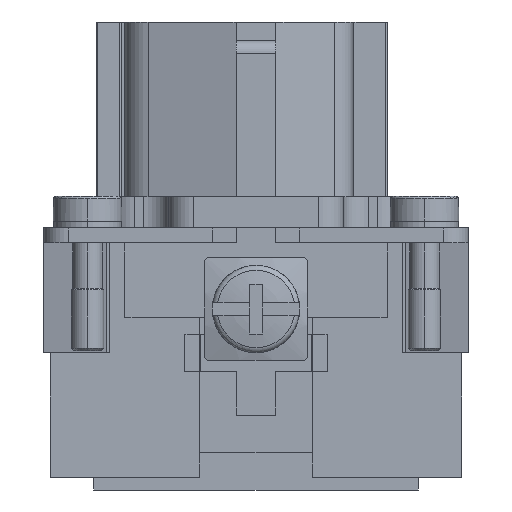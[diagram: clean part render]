
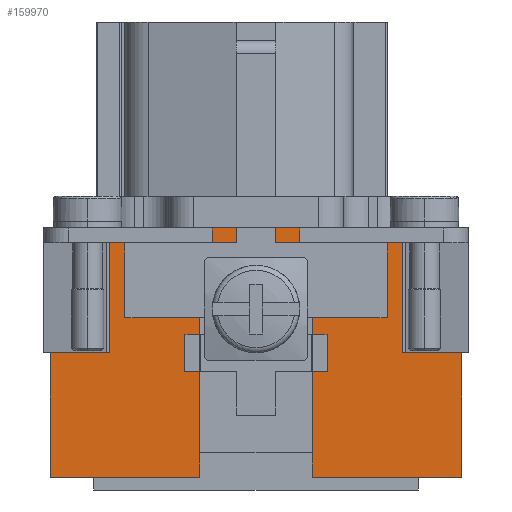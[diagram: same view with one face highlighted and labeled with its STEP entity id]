
A CAD part, left-side view. The second image highlights one B-rep face of the part: STEP entity #159970.
In plain terms, the highlighted planar face has unit normal (-1, 0, 0).
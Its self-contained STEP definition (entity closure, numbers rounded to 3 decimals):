
#86350=CARTESIAN_POINT('',(-14.75,16.5,-20.));
#86360=VERTEX_POINT('',#86350);
#86390=CARTESIAN_POINT('',(-14.75,16.5,-20.));
#86400=DIRECTION('',(0.,-1.,0.));
#86410=VECTOR('',#86400,12.);
#86420=LINE('',#86390,#86410);
#86430=CARTESIAN_POINT('',(-14.75,4.5,-20.));
#86440=VERTEX_POINT('',#86430);
#86450=EDGE_CURVE('',#86360,#86440,#86420,.T.);
#87310=CARTESIAN_POINT('',(-14.75,-4.5,-20.));
#87320=VERTEX_POINT('',#87310);
#87350=CARTESIAN_POINT('',(-14.75,-4.5,-20.));
#87360=DIRECTION('',(0.,-1.,0.));
#87370=VECTOR('',#87360,12.);
#87380=LINE('',#87350,#87370);
#87390=CARTESIAN_POINT('',(-14.75,-16.5,-20.));
#87400=VERTEX_POINT('',#87390);
#87410=EDGE_CURVE('',#87320,#87400,#87380,.T.);
#137950=CARTESIAN_POINT('',(-14.75,4.5,-18.));
#137960=VERTEX_POINT('',#137950);
#137990=CARTESIAN_POINT('',(-14.75,4.5,-18.));
#138000=DIRECTION('',(0.,0.,1.));
#138010=VECTOR('',#138000,16.8);
#138020=LINE('',#137990,#138010);
#138030=CARTESIAN_POINT('',(-14.75,4.5,-1.2));
#138040=VERTEX_POINT('',#138030);
#138050=EDGE_CURVE('',#137960,#138040,#138020,.T.);
#146580=CARTESIAN_POINT('',(-14.75,4.5,-1.2));
#146590=DIRECTION('',(0.,-1.,0.));
#146600=VECTOR('',#146590,9.);
#146610=LINE('',#146580,#146600);
#146620=CARTESIAN_POINT('',(-14.75,-4.5,-1.2));
#146630=VERTEX_POINT('',#146620);
#146640=EDGE_CURVE('',#138040,#146630,#146610,.T.);
#157920=CARTESIAN_POINT('',(-14.75,11.75,0.));
#157930=VERTEX_POINT('',#157920);
#158330=CARTESIAN_POINT('',(-14.75,-11.75,0.));
#158340=VERTEX_POINT('',#158330);
#158370=CARTESIAN_POINT('',(-14.75,-11.75,0.));
#158380=DIRECTION('',(0.,1.,0.));
#158390=VECTOR('',#158380,23.5);
#158400=LINE('',#158370,#158390);
#158410=EDGE_CURVE('',#158340,#157930,#158400,.T.);
#159210=CARTESIAN_POINT('',(-14.75,16.5,0.));
#159220=DIRECTION('',(-1.,0.,0.));
#159230=DIRECTION('',(0.,0.,1.));
#159240=AXIS2_PLACEMENT_3D('',#159210,#159220,#159230);
#159250=PLANE('',#159240);
#159260=ORIENTED_EDGE('',*,*,#138050,.T.);
#159270=CARTESIAN_POINT('',(-14.75,4.5,-20.));
#159280=DIRECTION('',(0.,0.,1.));
#159290=VECTOR('',#159280,2.);
#159300=LINE('',#159270,#159290);
#159310=EDGE_CURVE('',#86440,#137960,#159300,.T.);
#159320=ORIENTED_EDGE('',*,*,#159310,.T.);
#159330=ORIENTED_EDGE('',*,*,#86450,.T.);
#159340=CARTESIAN_POINT('',(-14.75,16.5,-10.));
#159350=DIRECTION('',(0.,0.,-1.));
#159360=VECTOR('',#159350,10.);
#159370=LINE('',#159340,#159360);
#159380=CARTESIAN_POINT('',(-14.75,16.5,-10.));
#159390=VERTEX_POINT('',#159380);
#159400=EDGE_CURVE('',#159390,#86360,#159370,.T.);
#159410=ORIENTED_EDGE('',*,*,#159400,.T.);
#159420=CARTESIAN_POINT('',(-14.75,11.75,-10.));
#159430=DIRECTION('',(0.,1.,0.));
#159440=VECTOR('',#159430,4.75);
#159450=LINE('',#159420,#159440);
#159460=CARTESIAN_POINT('',(-14.75,11.75,-10.));
#159470=VERTEX_POINT('',#159460);
#159480=EDGE_CURVE('',#159470,#159390,#159450,.T.);
#159490=ORIENTED_EDGE('',*,*,#159480,.T.);
#159500=CARTESIAN_POINT('',(-14.75,11.75,0.));
#159510=DIRECTION('',(0.,0.,-1.));
#159520=VECTOR('',#159510,10.);
#159530=LINE('',#159500,#159520);
#159540=EDGE_CURVE('',#157930,#159470,#159530,.T.);
#159550=ORIENTED_EDGE('',*,*,#159540,.T.);
#159560=ORIENTED_EDGE('',*,*,#158410,.T.);
#159570=CARTESIAN_POINT('',(-14.75,-11.75,-10.));
#159580=DIRECTION('',(0.,0.,1.));
#159590=VECTOR('',#159580,10.);
#159600=LINE('',#159570,#159590);
#159610=CARTESIAN_POINT('',(-14.75,-11.75,-10.));
#159620=VERTEX_POINT('',#159610);
#159630=EDGE_CURVE('',#159620,#158340,#159600,.T.);
#159640=ORIENTED_EDGE('',*,*,#159630,.T.);
#159650=CARTESIAN_POINT('',(-14.75,-16.5,-10.));
#159660=DIRECTION('',(0.,1.,0.));
#159670=VECTOR('',#159660,4.75);
#159680=LINE('',#159650,#159670);
#159690=CARTESIAN_POINT('',(-14.75,-16.5,-10.));
#159700=VERTEX_POINT('',#159690);
#159710=EDGE_CURVE('',#159700,#159620,#159680,.T.);
#159720=ORIENTED_EDGE('',*,*,#159710,.T.);
#159730=CARTESIAN_POINT('',(-14.75,-16.5,-10.));
#159740=DIRECTION('',(0.,0.,-1.));
#159750=VECTOR('',#159740,10.);
#159760=LINE('',#159730,#159750);
#159770=EDGE_CURVE('',#159700,#87400,#159760,.T.);
#159780=ORIENTED_EDGE('',*,*,#159770,.F.);
#159790=ORIENTED_EDGE('',*,*,#87410,.T.);
#159800=CARTESIAN_POINT('',(-14.75,-4.5,-18.));
#159810=DIRECTION('',(0.,0.,-1.));
#159820=VECTOR('',#159810,2.);
#159830=LINE('',#159800,#159820);
#159840=CARTESIAN_POINT('',(-14.75,-4.5,-18.));
#159850=VERTEX_POINT('',#159840);
#159860=EDGE_CURVE('',#159850,#87320,#159830,.T.);
#159870=ORIENTED_EDGE('',*,*,#159860,.T.);
#159880=CARTESIAN_POINT('',(-14.75,-4.5,-1.2));
#159890=DIRECTION('',(0.,0.,-1.));
#159900=VECTOR('',#159890,16.8);
#159910=LINE('',#159880,#159900);
#159920=EDGE_CURVE('',#146630,#159850,#159910,.T.);
#159930=ORIENTED_EDGE('',*,*,#159920,.T.);
#159940=ORIENTED_EDGE('',*,*,#146640,.T.);
#159950=EDGE_LOOP('',(#159940,#159930,#159870,#159790,#159780,#159720,
#159640,#159560,#159550,#159490,#159410,#159330,#159320,#159260));
#159960=FACE_OUTER_BOUND('',#159950,.T.);
#159970=ADVANCED_FACE('',(#159960),#159250,.T.);
